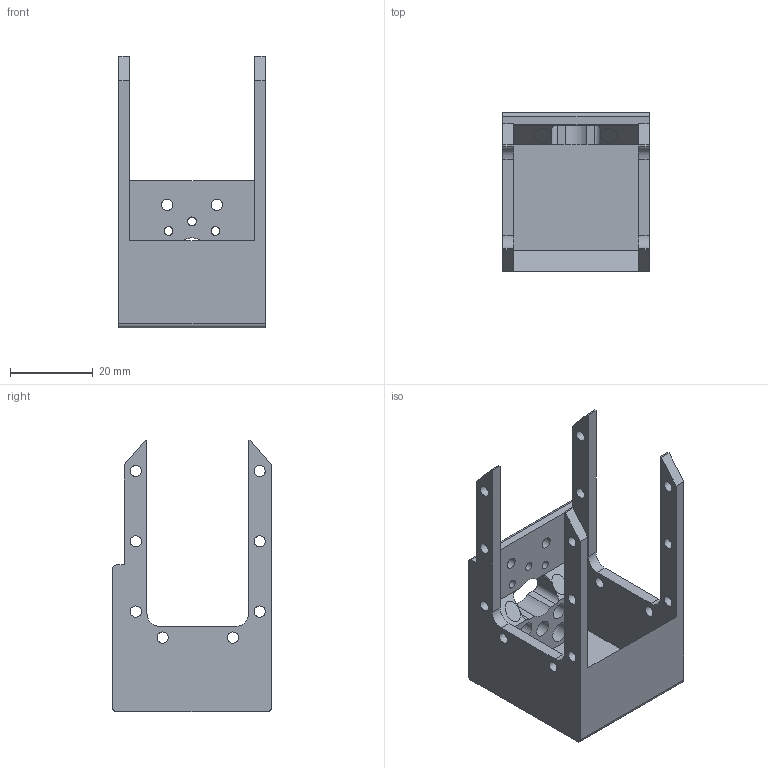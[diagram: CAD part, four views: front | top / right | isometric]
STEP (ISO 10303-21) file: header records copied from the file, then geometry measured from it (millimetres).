
FILE_DESCRIPTION(/* description */ (''),/* implementation_level */ '2;1');
FILE_NAME(/* name */ 'Right_Angled_Servo_Holder.step',/* time_stamp */ '2018-10-29T17:30:54+11:00',/* author */ ('TaylorY96'),/* organization */ (''),/* preprocessor_version */ 'ST-DEVELOPER v17.2',/* originating_system */ 'Autodesk Translation Framework v7.6.0.251',/* authorisation */ '');
FILE_SCHEMA (('AUTOMOTIVE_DESIGN { 1 0 10303 214 3 1 1 }'));
Length unit declared in the file: millimetre
Products named in the file (3): Tank_combined; Gripper-MX28 v35; Component184
Assembly tree (2 placements, depth 3):
  Tank_combined
    Gripper-MX28 v35
      Component184
Bounding box: 35.5 x 38.4 x 65.8 mm (x, y, z)
Volume: 15755.6 mm3; surface area: 12179.5 mm2
Topology: 1 solids, 1 shells, 93 faces, 293 edges, 202 vertices
Faces by surface type: cylinder 49, plane 44
Full cylindrical faces by diameter (mm): 2.1 x8, 2.7 x20, 4 x4, 5 x2
Entity records: 3484 total; most frequent: DIRECTION 613, CARTESIAN_POINT 583, ORIENTED_EDGE 574, EDGE_CURVE 287, AXIS2_PLACEMENT_3D 228, VERTEX_POINT 198, LINE 157, VECTOR 157
